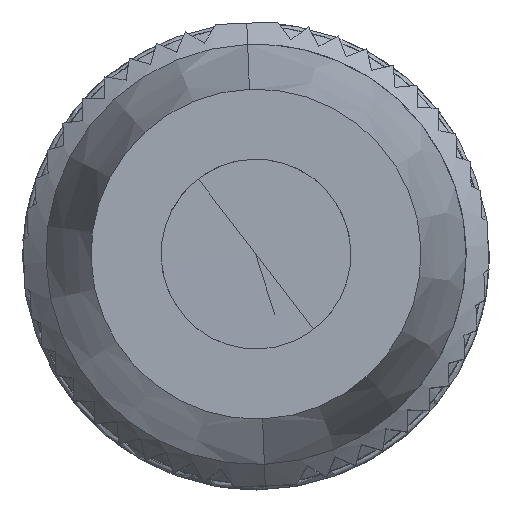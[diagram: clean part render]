
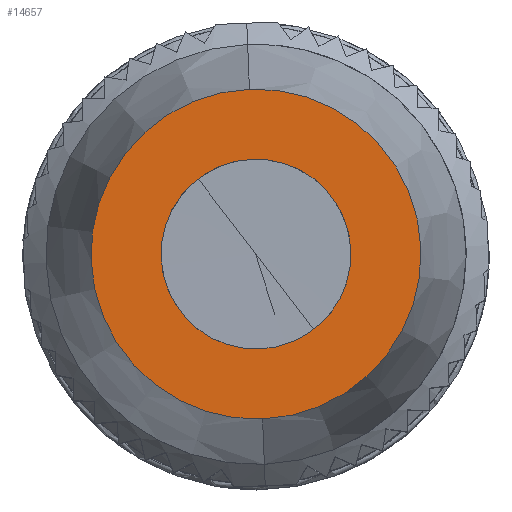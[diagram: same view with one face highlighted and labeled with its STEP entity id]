
A CAD part, top view. The second image highlights one B-rep face of the part: STEP entity #14657.
In plain terms, the highlighted planar face has unit normal (0, 0, 1).
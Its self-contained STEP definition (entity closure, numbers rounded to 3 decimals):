
#14603=AXIS2_PLACEMENT_3D('Circle Axis2P3D',#14601,#14602,$) ;
#14620=AXIS2_PLACEMENT_3D('Circle Axis2P3D',#14618,#14619,$) ;
#14633=AXIS2_PLACEMENT_3D('Plane Axis2P3D',#14630,#14631,#14632) ;
#14641=AXIS2_PLACEMENT_3D('Circle Axis2P3D',#14639,#14640,$) ;
#14650=AXIS2_PLACEMENT_3D('Circle Axis2P3D',#14648,#14649,$) ;
#14591=CARTESIAN_POINT('Vertex',(7.711,2.204,54.8)) ;
#14598=CARTESIAN_POINT('Vertex',(7.289,12.796,54.8)) ;
#14601=CARTESIAN_POINT('Axis2P3D Location',(7.5,7.5,54.8)) ;
#14618=CARTESIAN_POINT('Axis2P3D Location',(7.5,7.5,54.8)) ;
#14630=CARTESIAN_POINT('Axis2P3D Location',(7.334,11.672,54.8)) ;
#14639=CARTESIAN_POINT('Axis2P3D Location',(7.5,7.5,54.8)) ;
#14643=CARTESIAN_POINT('Vertex',(7.621,4.452,54.8)) ;
#14645=CARTESIAN_POINT('Vertex',(7.379,10.548,54.8)) ;
#14648=CARTESIAN_POINT('Axis2P3D Location',(7.5,7.5,54.8)) ;
#14602=DIRECTION('Axis2P3D Direction',(0.,0.,-1.)) ;
#14619=DIRECTION('Axis2P3D Direction',(0.,0.,-1.)) ;
#14631=DIRECTION('Axis2P3D Direction',(0.,0.,1.)) ;
#14632=DIRECTION('Axis2P3D XDirection',(0.793,0.609,0.)) ;
#14640=DIRECTION('Axis2P3D Direction',(0.,0.,1.)) ;
#14649=DIRECTION('Axis2P3D Direction',(0.,0.,1.)) ;
#14636=ORIENTED_EDGE('',*,*,#14622,.T.) ;
#14637=ORIENTED_EDGE('',*,*,#14605,.T.) ;
#14654=ORIENTED_EDGE('',*,*,#14647,.F.) ;
#14655=ORIENTED_EDGE('',*,*,#14652,.F.) ;
#14656=FACE_BOUND('',#14653,.T.) ;
#14657=ADVANCED_FACE('Hauptkoerper',(#14638,#14656),#14634,.T.) ;
#14604=CIRCLE('generated circle',#14603,5.3) ;
#14621=CIRCLE('generated circle',#14620,5.3) ;
#14642=CIRCLE('generated circle',#14641,3.05) ;
#14651=CIRCLE('generated circle',#14650,3.05) ;
#14605=EDGE_CURVE('',#14592,#14599,#14604,.F.) ;
#14622=EDGE_CURVE('',#14599,#14592,#14621,.F.) ;
#14647=EDGE_CURVE('',#14644,#14646,#14642,.T.) ;
#14652=EDGE_CURVE('',#14646,#14644,#14651,.T.) ;
#14635=EDGE_LOOP('',(#14636,#14637)) ;
#14653=EDGE_LOOP('',(#14654,#14655)) ;
#14638=FACE_OUTER_BOUND('',#14635,.T.) ;
#14634=PLANE('',#14633) ;
#14592=VERTEX_POINT('',#14591) ;
#14599=VERTEX_POINT('',#14598) ;
#14644=VERTEX_POINT('',#14643) ;
#14646=VERTEX_POINT('',#14645) ;
